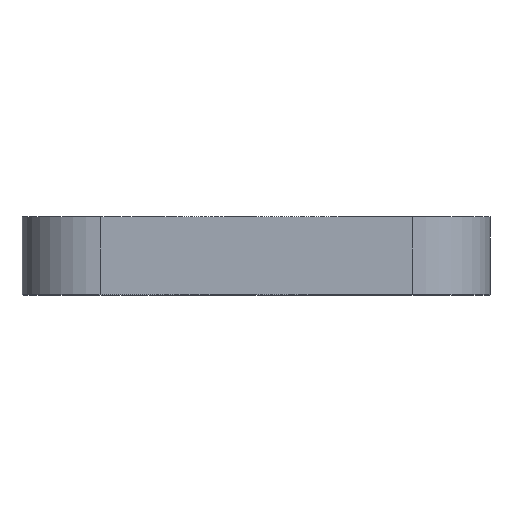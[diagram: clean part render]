
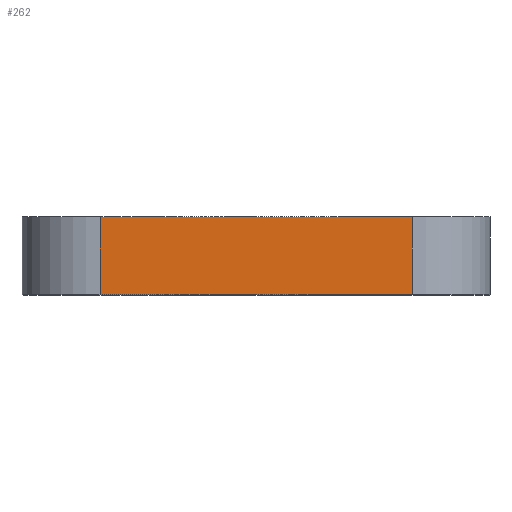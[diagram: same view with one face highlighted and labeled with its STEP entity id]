
A CAD part, top view. The second image highlights one B-rep face of the part: STEP entity #262.
In plain terms, the highlighted planar face has unit normal (0, 0, 1).
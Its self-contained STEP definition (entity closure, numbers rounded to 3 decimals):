
#135 = DIRECTION ( 'NONE',  ( 1., 0., 0. ) ) ;
#137 = CARTESIAN_POINT ( 'NONE',  ( -30., 15., 30. ) ) ;
#138 = DIRECTION ( 'NONE',  ( 0., -1., 0. ) ) ;
#139 = CARTESIAN_POINT ( 'NONE',  ( 30., 15., 30. ) ) ;
#141 = LINE ( 'NONE', #139, #1220 ) ;
#142 = DIRECTION ( 'NONE',  ( 1., 0., 0. ) ) ;
#146 = LINE ( 'NONE', #137, #1223 ) ;
#148 = DIRECTION ( 'NONE',  ( 0., -1., 0. ) ) ;
#149 = LINE ( 'NONE', #154, #1222 ) ;
#154 = CARTESIAN_POINT ( 'NONE',  ( -30., 0., 30. ) ) ;
#160 = LINE ( 'NONE', #171, #1225 ) ;
#171 = CARTESIAN_POINT ( 'NONE',  ( -30., 15., 30. ) ) ;
#262 = ADVANCED_FACE ( 'NONE', ( #1447 ), #1446, .F. ) ;
#324 = EDGE_CURVE ( 'NONE', #750, #753, #160, .T. ) ;
#326 = EDGE_CURVE ( 'NONE', #753, #763, #149, .T. ) ;
#327 = EDGE_CURVE ( 'NONE', #748, #763, #141, .T. ) ;
#328 = EDGE_CURVE ( 'NONE', #750, #748, #146, .T. ) ;
#418 = CARTESIAN_POINT ( 'NONE',  ( -30., 0., 30. ) ) ;
#421 = CARTESIAN_POINT ( 'NONE',  ( -30., 15., 30. ) ) ;
#425 = CARTESIAN_POINT ( 'NONE',  ( 30., 15., 30. ) ) ;
#518 = CARTESIAN_POINT ( 'NONE',  ( 30., 0., 30. ) ) ;
#689 = EDGE_LOOP ( 'NONE', ( #848, #849, #839, #850 ) ) ;
#748 = VERTEX_POINT ( 'NONE', #425 ) ;
#750 = VERTEX_POINT ( 'NONE', #421 ) ;
#753 = VERTEX_POINT ( 'NONE', #418 ) ;
#763 = VERTEX_POINT ( 'NONE', #518 ) ;
#839 = ORIENTED_EDGE ( 'NONE', *, *, #328, .F. ) ;
#848 = ORIENTED_EDGE ( 'NONE', *, *, #326, .T. ) ;
#849 = ORIENTED_EDGE ( 'NONE', *, *, #327, .F. ) ;
#850 = ORIENTED_EDGE ( 'NONE', *, *, #324, .T. ) ;
#1051 = AXIS2_PLACEMENT_3D ( 'NONE', #1454, #1442, #1441 ) ;
#1220 = VECTOR ( 'NONE', #138, 1000. ) ;
#1222 = VECTOR ( 'NONE', #142, 1000. ) ;
#1223 = VECTOR ( 'NONE', #135, 1000. ) ;
#1225 = VECTOR ( 'NONE', #148, 1000. ) ;
#1441 = DIRECTION ( 'NONE',  ( -1., 0., 0. ) ) ;
#1442 = DIRECTION ( 'NONE',  ( 0., 0., -1. ) ) ;
#1446 = PLANE ( 'NONE',  #1051 ) ;
#1447 = FACE_OUTER_BOUND ( 'NONE', #689, .T. ) ;
#1454 = CARTESIAN_POINT ( 'NONE',  ( -30., 15., 30. ) ) ;
